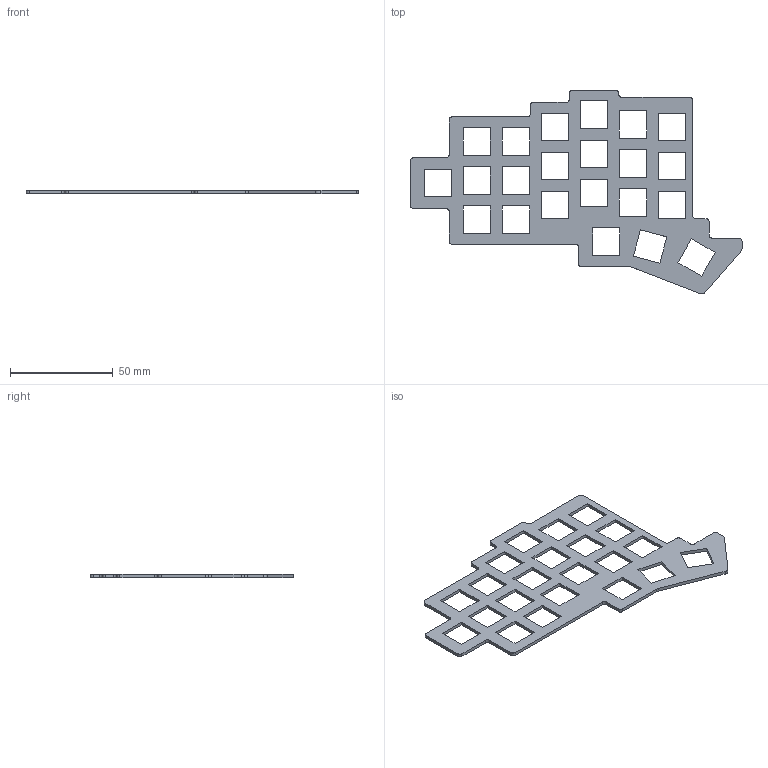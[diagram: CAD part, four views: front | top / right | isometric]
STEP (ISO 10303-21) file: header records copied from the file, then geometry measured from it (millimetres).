
FILE_DESCRIPTION(('KiCad electronic assembly'),'2;1');
FILE_NAME('jantor plate.step','2023-01-01T12:17:39',('Pcbnew'),('Kicad') ,'Open CASCADE STEP processor 7.6','KiCad to STEP converter','Unknown' );
FILE_SCHEMA(('AUTOMOTIVE_DESIGN { 1 0 10303 214 1 1 1 1 }'));
Length unit declared in the file: millimetre
Products named in the file (2): jantor plate 1; jantor PCB
Assembly tree (1 placements, depth 2):
  jantor plate 1
    jantor PCB
Bounding box: 161.5 x 99.12 x 1.6 mm (x, y, z)
Volume: 9627.7 mm3; surface area: 14685.7 mm2
Topology: 1 solids, 1 shells, 136 faces, 402 edges, 268 vertices
Faces by surface type: plane 114, cylinder 22
Entity records: 9851 total; most frequent: CARTESIAN_POINT 1612, DIRECTION 1526, LINE 1118, VECTOR 1118, ORIENTED_EDGE 804, PCURVE 804, DEFINITIONAL_REPRESENTATION 804, EDGE_CURVE 402
